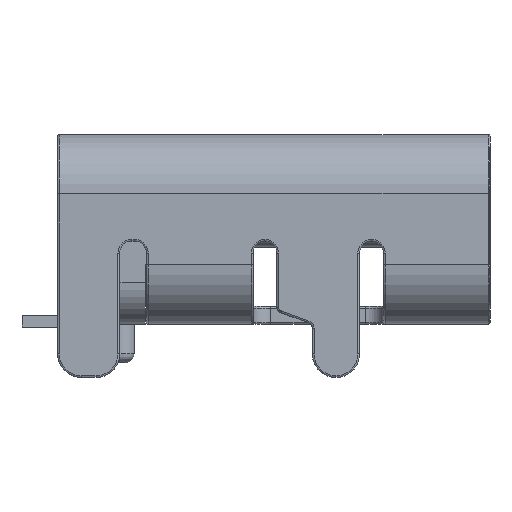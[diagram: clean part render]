
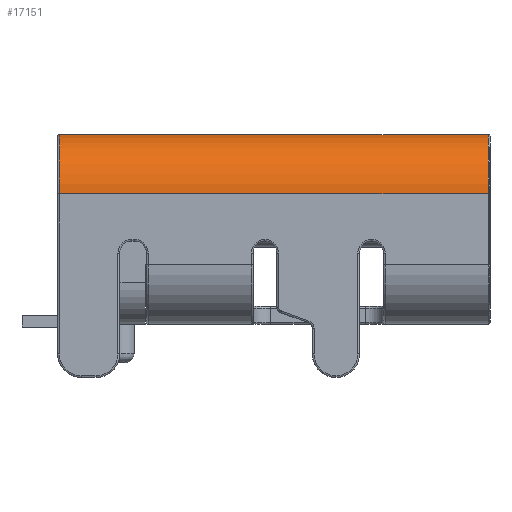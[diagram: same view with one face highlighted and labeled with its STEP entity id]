
A CAD part, left-side view. The second image highlights one B-rep face of the part: STEP entity #17151.
In plain terms, the highlighted cylindrical face has radius 1 mm (diameter 2 mm), a partial arc.
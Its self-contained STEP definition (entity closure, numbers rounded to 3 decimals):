
#818 = PLANE('',#819);
#819 = AXIS2_PLACEMENT_3D('',#820,#821,#822);
#820 = CARTESIAN_POINT('',(0.,-2.478,
    3.2));
#821 = DIRECTION('',(-0.,0.,-1.));
#822 = DIRECTION('',(1.,0.,-0.));
#2546 = VERTEX_POINT('',#2547);
#2547 = CARTESIAN_POINT('',(-3.47,2.192,
    3.2));
#2573 = EDGE_CURVE('',#2574,#2546,#2576,.T.);
#2574 = VERTEX_POINT('',#2575);
#2575 = CARTESIAN_POINT('',(-3.47,-5.048,
    3.2));
#2576 = SURFACE_CURVE('',#2577,(#2581,#2588),.PCURVE_S1.);
#2577 = LINE('',#2578,#2579);
#2578 = CARTESIAN_POINT('',(-3.47,-5.078,
    3.2));
#2579 = VECTOR('',#2580,1.);
#2580 = DIRECTION('',(0.,1.,-0.));
#2581 = PCURVE('',#818,#2582);
#2582 = DEFINITIONAL_REPRESENTATION('',(#2583),#2587);
#2583 = LINE('',#2584,#2585);
#2584 = CARTESIAN_POINT('',(-3.47,2.6));
#2585 = VECTOR('',#2586,1.);
#2586 = DIRECTION('',(0.,-1.));
#2587 = ( GEOMETRIC_REPRESENTATION_CONTEXT(2) 
PARAMETRIC_REPRESENTATION_CONTEXT() REPRESENTATION_CONTEXT('2D SPACE',''
  ) );
#2588 = PCURVE('',#2589,#2594);
#2589 = CYLINDRICAL_SURFACE('',#2590,1.);
#2590 = AXIS2_PLACEMENT_3D('',#2591,#2592,#2593);
#2591 = CARTESIAN_POINT('',(-3.47,-5.078,
    2.2));
#2592 = DIRECTION('',(0.,1.,-0.));
#2593 = DIRECTION('',(-0.,0.,-1.));
#2594 = DEFINITIONAL_REPRESENTATION('',(#2595),#2599);
#2595 = LINE('',#2596,#2597);
#2596 = CARTESIAN_POINT('',(3.142,0.));
#2597 = VECTOR('',#2598,1.);
#2598 = DIRECTION('',(0.,1.));
#2599 = ( GEOMETRIC_REPRESENTATION_CONTEXT(2) 
PARAMETRIC_REPRESENTATION_CONTEXT() REPRESENTATION_CONTEXT('2D SPACE',''
  ) );
#14565 = TOROIDAL_SURFACE('',#14566,0.97,0.03);
#14566 = AXIS2_PLACEMENT_3D('',#14567,#14568,#14569);
#14567 = CARTESIAN_POINT('',(-3.47,2.192,
    2.2));
#14568 = DIRECTION('',(0.,-1.,0.));
#14569 = DIRECTION('',(0.,0.,1.));
#14786 = PLANE('',#14787);
#14787 = AXIS2_PLACEMENT_3D('',#14788,#14789,#14790);
#14788 = CARTESIAN_POINT('',(-4.47,2.222,
    3.2));
#14789 = DIRECTION('',(1.,0.,0.));
#14790 = DIRECTION('',(0.,0.,1.));
#14940 = TOROIDAL_SURFACE('',#14941,0.97,0.03);
#14941 = AXIS2_PLACEMENT_3D('',#14942,#14943,#14944);
#14942 = CARTESIAN_POINT('',(-3.47,-5.048,
    2.2));
#14943 = DIRECTION('',(0.,1.,0.));
#14944 = DIRECTION('',(0.,0.,-1.));
#15792 = VERTEX_POINT('',#15793);
#15793 = CARTESIAN_POINT('',(-4.47,-5.048,
    2.2));
#15814 = EDGE_CURVE('',#15792,#15815,#15817,.T.);
#15815 = VERTEX_POINT('',#15816);
#15816 = CARTESIAN_POINT('',(-4.47,2.192,
    2.2));
#15817 = SURFACE_CURVE('',#15818,(#15822,#15829),.PCURVE_S1.);
#15818 = LINE('',#15819,#15820);
#15819 = CARTESIAN_POINT('',(-4.47,-5.078,
    2.2));
#15820 = VECTOR('',#15821,1.);
#15821 = DIRECTION('',(0.,1.,-0.));
#15822 = PCURVE('',#14786,#15823);
#15823 = DEFINITIONAL_REPRESENTATION('',(#15824),#15828);
#15824 = LINE('',#15825,#15826);
#15825 = CARTESIAN_POINT('',(-1.,7.3));
#15826 = VECTOR('',#15827,1.);
#15827 = DIRECTION('',(0.,-1.));
#15828 = ( GEOMETRIC_REPRESENTATION_CONTEXT(2) 
PARAMETRIC_REPRESENTATION_CONTEXT() REPRESENTATION_CONTEXT('2D SPACE',''
  ) );
#15829 = PCURVE('',#2589,#15830);
#15830 = DEFINITIONAL_REPRESENTATION('',(#15831),#15835);
#15831 = LINE('',#15832,#15833);
#15832 = CARTESIAN_POINT('',(1.571,0.));
#15833 = VECTOR('',#15834,1.);
#15834 = DIRECTION('',(0.,1.));
#15835 = ( GEOMETRIC_REPRESENTATION_CONTEXT(2) 
PARAMETRIC_REPRESENTATION_CONTEXT() REPRESENTATION_CONTEXT('2D SPACE',''
  ) );
#17151 = ADVANCED_FACE('',(#17152),#2589,.T.);
#17152 = FACE_BOUND('',#17153,.T.);
#17153 = EDGE_LOOP('',(#17154,#17155,#17177,#17178));
#17154 = ORIENTED_EDGE('',*,*,#2573,.T.);
#17155 = ORIENTED_EDGE('',*,*,#17156,.T.);
#17156 = EDGE_CURVE('',#2546,#15815,#17157,.T.);
#17157 = SURFACE_CURVE('',#17158,(#17163,#17170),.PCURVE_S1.);
#17158 = CIRCLE('',#17159,1.);
#17159 = AXIS2_PLACEMENT_3D('',#17160,#17161,#17162);
#17160 = CARTESIAN_POINT('',(-3.47,2.192,
    2.2));
#17161 = DIRECTION('',(0.,-1.,0.));
#17162 = DIRECTION('',(0.,0.,1.));
#17163 = PCURVE('',#2589,#17164);
#17164 = DEFINITIONAL_REPRESENTATION('',(#17165),#17169);
#17165 = LINE('',#17166,#17167);
#17166 = CARTESIAN_POINT('',(3.142,7.27));
#17167 = VECTOR('',#17168,1.);
#17168 = DIRECTION('',(-1.,0.));
#17169 = ( GEOMETRIC_REPRESENTATION_CONTEXT(2) 
PARAMETRIC_REPRESENTATION_CONTEXT() REPRESENTATION_CONTEXT('2D SPACE',''
  ) );
#17170 = PCURVE('',#14565,#17171);
#17171 = DEFINITIONAL_REPRESENTATION('',(#17172),#17176);
#17172 = LINE('',#17173,#17174);
#17173 = CARTESIAN_POINT('',(0.,6.283));
#17174 = VECTOR('',#17175,1.);
#17175 = DIRECTION('',(1.,0.));
#17176 = ( GEOMETRIC_REPRESENTATION_CONTEXT(2) 
PARAMETRIC_REPRESENTATION_CONTEXT() REPRESENTATION_CONTEXT('2D SPACE',''
  ) );
#17177 = ORIENTED_EDGE('',*,*,#15814,.F.);
#17178 = ORIENTED_EDGE('',*,*,#17179,.T.);
#17179 = EDGE_CURVE('',#15792,#2574,#17180,.T.);
#17180 = SURFACE_CURVE('',#17181,(#17186,#17193),.PCURVE_S1.);
#17181 = CIRCLE('',#17182,1.);
#17182 = AXIS2_PLACEMENT_3D('',#17183,#17184,#17185);
#17183 = CARTESIAN_POINT('',(-3.47,-5.048,
    2.2));
#17184 = DIRECTION('',(0.,1.,0.));
#17185 = DIRECTION('',(0.,0.,-1.));
#17186 = PCURVE('',#2589,#17187);
#17187 = DEFINITIONAL_REPRESENTATION('',(#17188),#17192);
#17188 = LINE('',#17189,#17190);
#17189 = CARTESIAN_POINT('',(0.,0.03));
#17190 = VECTOR('',#17191,1.);
#17191 = DIRECTION('',(1.,0.));
#17192 = ( GEOMETRIC_REPRESENTATION_CONTEXT(2) 
PARAMETRIC_REPRESENTATION_CONTEXT() REPRESENTATION_CONTEXT('2D SPACE',''
  ) );
#17193 = PCURVE('',#14940,#17194);
#17194 = DEFINITIONAL_REPRESENTATION('',(#17195),#17199);
#17195 = LINE('',#17196,#17197);
#17196 = CARTESIAN_POINT('',(0.,6.283));
#17197 = VECTOR('',#17198,1.);
#17198 = DIRECTION('',(1.,0.));
#17199 = ( GEOMETRIC_REPRESENTATION_CONTEXT(2) 
PARAMETRIC_REPRESENTATION_CONTEXT() REPRESENTATION_CONTEXT('2D SPACE',''
  ) );
